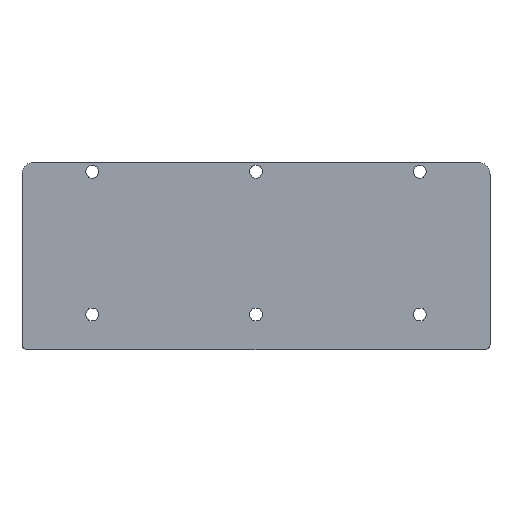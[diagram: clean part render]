
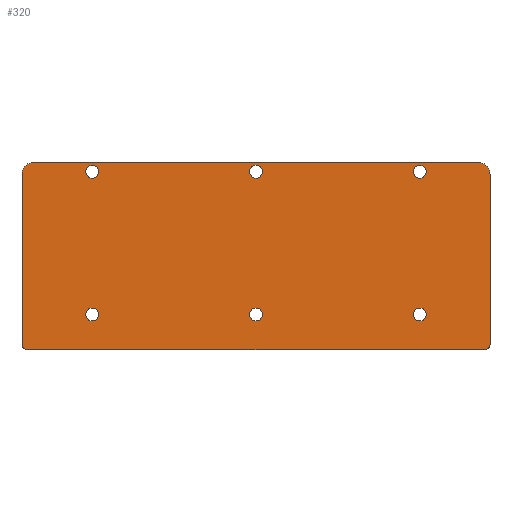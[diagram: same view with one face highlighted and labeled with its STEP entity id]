
A CAD part, top view. The second image highlights one B-rep face of the part: STEP entity #320.
In plain terms, the highlighted planar face has unit normal (0, 0, 1).
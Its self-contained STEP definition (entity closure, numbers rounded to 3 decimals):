
#21=FACE_BOUND('',#71,.T.);
#22=FACE_BOUND('',#72,.T.);
#23=FACE_BOUND('',#73,.T.);
#24=FACE_BOUND('',#74,.T.);
#25=FACE_BOUND('',#75,.T.);
#26=FACE_BOUND('',#76,.T.);
#32=PLANE('',#376);
#48=FACE_OUTER_BOUND('',#70,.T.);
#70=EDGE_LOOP('',(#281,#282,#283,#284,#285,#286,#287,#288));
#71=EDGE_LOOP('',(#289));
#72=EDGE_LOOP('',(#290));
#73=EDGE_LOOP('',(#291));
#74=EDGE_LOOP('',(#292));
#75=EDGE_LOOP('',(#293));
#76=EDGE_LOOP('',(#294));
#89=LINE('',#535,#111);
#92=LINE('',#543,#114);
#95=LINE('',#551,#117);
#98=LINE('',#558,#120);
#111=VECTOR('',#443,10.);
#114=VECTOR('',#452,10.);
#117=VECTOR('',#461,10.);
#120=VECTOR('',#470,10.);
#122=CIRCLE('',#343,2.75);
#124=CIRCLE('',#346,2.75);
#126=CIRCLE('',#349,2.75);
#128=CIRCLE('',#352,2.75);
#130=CIRCLE('',#355,2.75);
#132=CIRCLE('',#358,2.75);
#137=CIRCLE('',#365,5.);
#138=CIRCLE('',#368,5.);
#139=CIRCLE('',#371,2.);
#140=CIRCLE('',#374,2.);
#142=VERTEX_POINT('',#477);
#144=VERTEX_POINT('',#483);
#146=VERTEX_POINT('',#489);
#148=VERTEX_POINT('',#495);
#150=VERTEX_POINT('',#501);
#152=VERTEX_POINT('',#507);
#161=VERTEX_POINT('',#528);
#162=VERTEX_POINT('',#530);
#163=VERTEX_POINT('',#534);
#164=VERTEX_POINT('',#538);
#165=VERTEX_POINT('',#542);
#166=VERTEX_POINT('',#546);
#167=VERTEX_POINT('',#550);
#168=VERTEX_POINT('',#554);
#171=EDGE_CURVE('',#142,#142,#122,.T.);
#174=EDGE_CURVE('',#144,#144,#124,.T.);
#177=EDGE_CURVE('',#146,#146,#126,.T.);
#180=EDGE_CURVE('',#148,#148,#128,.T.);
#183=EDGE_CURVE('',#150,#150,#130,.T.);
#186=EDGE_CURVE('',#152,#152,#132,.T.);
#196=EDGE_CURVE('',#162,#161,#137,.T.);
#198=EDGE_CURVE('',#163,#162,#89,.T.);
#200=EDGE_CURVE('',#164,#163,#138,.T.);
#202=EDGE_CURVE('',#165,#164,#92,.T.);
#204=EDGE_CURVE('',#166,#165,#139,.T.);
#206=EDGE_CURVE('',#167,#166,#95,.T.);
#208=EDGE_CURVE('',#168,#167,#140,.T.);
#210=EDGE_CURVE('',#161,#168,#98,.T.);
#281=ORIENTED_EDGE('',*,*,#210,.T.);
#282=ORIENTED_EDGE('',*,*,#208,.T.);
#283=ORIENTED_EDGE('',*,*,#206,.T.);
#284=ORIENTED_EDGE('',*,*,#204,.T.);
#285=ORIENTED_EDGE('',*,*,#202,.T.);
#286=ORIENTED_EDGE('',*,*,#200,.T.);
#287=ORIENTED_EDGE('',*,*,#198,.T.);
#288=ORIENTED_EDGE('',*,*,#196,.T.);
#289=ORIENTED_EDGE('',*,*,#171,.T.);
#290=ORIENTED_EDGE('',*,*,#174,.T.);
#291=ORIENTED_EDGE('',*,*,#177,.T.);
#292=ORIENTED_EDGE('',*,*,#180,.T.);
#293=ORIENTED_EDGE('',*,*,#183,.T.);
#294=ORIENTED_EDGE('',*,*,#186,.T.);
#320=ADVANCED_FACE('',(#48,#21,#22,#23,#24,#25,#26),#32,.T.);
#343=AXIS2_PLACEMENT_3D('',#479,#384,#385);
#346=AXIS2_PLACEMENT_3D('',#485,#391,#392);
#349=AXIS2_PLACEMENT_3D('',#491,#398,#399);
#352=AXIS2_PLACEMENT_3D('',#497,#405,#406);
#355=AXIS2_PLACEMENT_3D('',#503,#412,#413);
#358=AXIS2_PLACEMENT_3D('',#509,#419,#420);
#365=AXIS2_PLACEMENT_3D('',#531,#438,#439);
#368=AXIS2_PLACEMENT_3D('',#539,#447,#448);
#371=AXIS2_PLACEMENT_3D('',#547,#456,#457);
#374=AXIS2_PLACEMENT_3D('',#555,#465,#466);
#376=AXIS2_PLACEMENT_3D('',#559,#471,#472);
#384=DIRECTION('center_axis',(0.,0.,-1.));
#385=DIRECTION('ref_axis',(-1.,0.,0.));
#391=DIRECTION('center_axis',(0.,0.,-1.));
#392=DIRECTION('ref_axis',(-1.,0.,0.));
#398=DIRECTION('center_axis',(0.,0.,-1.));
#399=DIRECTION('ref_axis',(-1.,0.,0.));
#405=DIRECTION('center_axis',(0.,0.,-1.));
#406=DIRECTION('ref_axis',(-1.,0.,0.));
#412=DIRECTION('center_axis',(0.,0.,-1.));
#413=DIRECTION('ref_axis',(-1.,0.,0.));
#419=DIRECTION('center_axis',(0.,0.,-1.));
#420=DIRECTION('ref_axis',(-1.,0.,0.));
#438=DIRECTION('center_axis',(0.,0.,1.));
#439=DIRECTION('ref_axis',(0.,1.,0.));
#443=DIRECTION('',(-1.,0.,0.));
#447=DIRECTION('center_axis',(0.,0.,1.));
#448=DIRECTION('ref_axis',(1.,0.,0.));
#452=DIRECTION('',(0.,1.,0.));
#456=DIRECTION('center_axis',(0.,0.,1.));
#457=DIRECTION('ref_axis',(0.,-1.,0.));
#461=DIRECTION('',(1.,0.,0.));
#465=DIRECTION('center_axis',(0.,0.,1.));
#466=DIRECTION('ref_axis',(-1.,0.,0.));
#470=DIRECTION('',(0.,-1.,0.));
#471=DIRECTION('center_axis',(0.,0.,1.));
#472=DIRECTION('ref_axis',(1.,0.,0.));
#477=CARTESIAN_POINT('',(2.75,-25.,1.));
#479=CARTESIAN_POINT('Origin',(0.,-25.,1.));
#483=CARTESIAN_POINT('',(72.75,36.,1.));
#485=CARTESIAN_POINT('Origin',(70.,36.,1.));
#489=CARTESIAN_POINT('',(-67.25,36.,1.));
#491=CARTESIAN_POINT('Origin',(-70.,36.,1.));
#495=CARTESIAN_POINT('',(2.75,36.,1.));
#497=CARTESIAN_POINT('Origin',(0.,36.,1.));
#501=CARTESIAN_POINT('',(-67.25,-25.,1.));
#503=CARTESIAN_POINT('Origin',(-70.,-25.,1.));
#507=CARTESIAN_POINT('',(72.75,-25.,1.));
#509=CARTESIAN_POINT('Origin',(70.,-25.,1.));
#528=CARTESIAN_POINT('',(-100.,35.,1.));
#530=CARTESIAN_POINT('',(-95.,40.,1.));
#531=CARTESIAN_POINT('Origin',(-95.,35.,1.));
#534=CARTESIAN_POINT('',(95.,40.,1.));
#535=CARTESIAN_POINT('',(95.,40.,1.));
#538=CARTESIAN_POINT('',(100.,35.,1.));
#539=CARTESIAN_POINT('Origin',(95.,35.,1.));
#542=CARTESIAN_POINT('',(100.,-38.,1.));
#543=CARTESIAN_POINT('',(100.,-38.,1.));
#546=CARTESIAN_POINT('',(98.,-40.,1.));
#547=CARTESIAN_POINT('Origin',(98.,-38.,1.));
#550=CARTESIAN_POINT('',(-98.,-40.,1.));
#551=CARTESIAN_POINT('',(-98.,-40.,1.));
#554=CARTESIAN_POINT('',(-100.,-38.,1.));
#555=CARTESIAN_POINT('Origin',(-98.,-38.,1.));
#558=CARTESIAN_POINT('',(-100.,35.,1.));
#559=CARTESIAN_POINT('Origin',(0.,-0.354,
1.));
